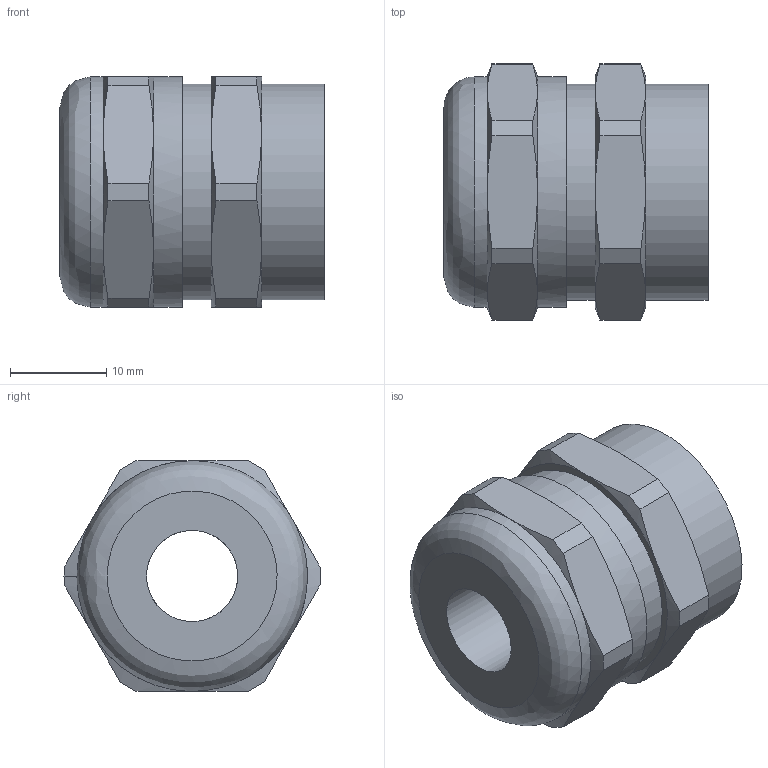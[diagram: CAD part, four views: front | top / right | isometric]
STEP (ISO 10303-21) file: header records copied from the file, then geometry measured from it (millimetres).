
FILE_DESCRIPTION(( 'HARTING HARTING HARTING HARTING HARTING HARTING HARTING HARTING HARTING', 'This Document is valid for Parts No. 09 00 000 5086'),'2;1');
FILE_NAME('MD_09000005086_R25435.stp', '2007-08-27T11:55:19',('ITIS-3'),('HARTING KGaA, D-32339 Espelkamp'), 'I-DEAS Master Series 10','HP-UNIX','Yes');
FILE_SCHEMA(('AUTOMOTIVE_DESIGN { 1 0 10303 214 1 1 1 1 }'));
Length unit declared in the file: millimetre
Products named in the file (1): UNI Dicht Verschraubung Metall Pg16
Bounding box: 27.5 x 26.67 x 24 mm (x, y, z)
Volume: 10296.6 mm3; surface area: 3801.4 mm2
Topology: 1 solids, 1 shells, 65 faces, 149 edges, 89 vertices
Faces by surface type: bspline 65
Entity records: 2152 total; most frequent: CARTESIAN_POINT 1317, ORIENTED_EDGE 298, EDGE_CURVE 149, VERTEX_POINT 89, EDGE_LOOP 70, FACE_OUTER_BOUND 65, ADVANCED_FACE 65, QUASI_UNIFORM_CURVE 35
